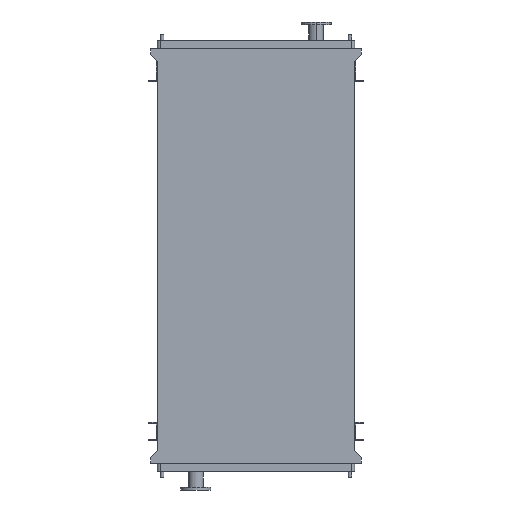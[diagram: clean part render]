
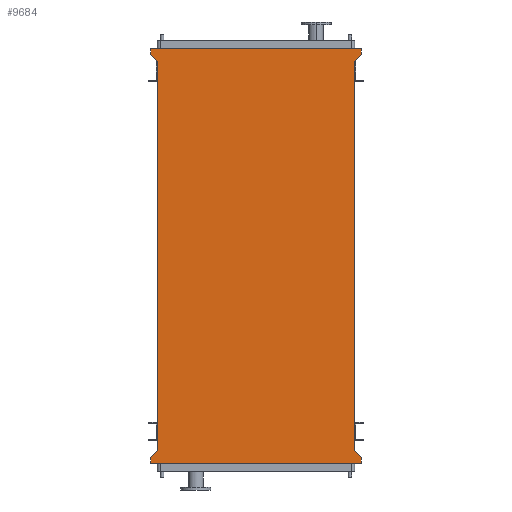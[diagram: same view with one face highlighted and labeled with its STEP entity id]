
A CAD part, front view. The second image highlights one B-rep face of the part: STEP entity #9684.
In plain terms, the highlighted planar face has unit normal (0, -1, 0).
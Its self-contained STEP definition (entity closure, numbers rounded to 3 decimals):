
#278 = VECTOR ( 'NONE', #9827, 1000. ) ;
#331 = DIRECTION ( 'NONE',  ( 0., 0., -1. ) ) ;
#473 = CARTESIAN_POINT ( 'NONE',  ( -725., 0., -2850. ) ) ;
#507 = VERTEX_POINT ( 'NONE', #14078 ) ;
#559 = DIRECTION ( 'NONE',  ( 0.655, 0., 0.755 ) ) ;
#630 = LINE ( 'NONE', #473, #7384 ) ;
#829 = VERTEX_POINT ( 'NONE', #6180 ) ;
#894 = EDGE_CURVE ( 'NONE', #829, #12047, #7145, .T. ) ;
#1146 = DIRECTION ( 'NONE',  ( 0., 0., 1. ) ) ;
#1221 = EDGE_CURVE ( 'NONE', #5922, #14748, #12458, .T. ) ;
#1234 = DIRECTION ( 'NONE',  ( 0., 0., 1. ) ) ;
#1246 = DIRECTION ( 'NONE',  ( 0., 0., -1. ) ) ;
#1531 = DIRECTION ( 'NONE',  ( 1., 0., 0. ) ) ;
#1674 = DIRECTION ( 'NONE',  ( 0., 0., 1. ) ) ;
#1682 = VECTOR ( 'NONE', #1234, 1000. ) ;
#1796 = CARTESIAN_POINT ( 'NONE',  ( 771., 0., 95. ) ) ;
#1974 = CARTESIAN_POINT ( 'NONE',  ( -771., 0., 53. ) ) ;
#2015 = CARTESIAN_POINT ( 'NONE',  ( -771., 0., 95. ) ) ;
#2144 = ORIENTED_EDGE ( 'NONE', *, *, #7310, .F. ) ;
#2617 = DIRECTION ( 'NONE',  ( -0.655, 0., -0.755 ) ) ;
#2796 = CARTESIAN_POINT ( 'NONE',  ( 771., 0., 53. ) ) ;
#2889 = DIRECTION ( 'NONE',  ( 0., -1., 0. ) ) ;
#2970 = FACE_OUTER_BOUND ( 'NONE', #15320, .T. ) ;
#3292 = VECTOR ( 'NONE', #1246, 1000. ) ;
#3413 = EDGE_CURVE ( 'NONE', #13703, #6371, #13647, .T. ) ;
#3666 = VERTEX_POINT ( 'NONE', #5357 ) ;
#3862 = LINE ( 'NONE', #10940, #1682 ) ;
#4223 = ORIENTED_EDGE ( 'NONE', *, *, #11528, .T. ) ;
#4411 = DIRECTION ( 'NONE',  ( 0., 0., -1. ) ) ;
#4476 = EDGE_CURVE ( 'NONE', #6371, #15361, #6662, .T. ) ;
#4558 = ORIENTED_EDGE ( 'NONE', *, *, #11312, .F. ) ;
#4971 = CARTESIAN_POINT ( 'NONE',  ( -771., 0., 53. ) ) ;
#5103 = LINE ( 'NONE', #12272, #11190 ) ;
#5137 = CARTESIAN_POINT ( 'NONE',  ( -725., 0., -2850. ) ) ;
#5357 = CARTESIAN_POINT ( 'NONE',  ( -771., 0., -2903. ) ) ;
#5777 = VECTOR ( 'NONE', #1674, 1000. ) ;
#5922 = VERTEX_POINT ( 'NONE', #2015 ) ;
#6180 = CARTESIAN_POINT ( 'NONE',  ( 771., 0., -2903. ) ) ;
#6194 = VERTEX_POINT ( 'NONE', #2796 ) ;
#6347 = EDGE_CURVE ( 'NONE', #3666, #13703, #630, .T. ) ;
#6371 = VERTEX_POINT ( 'NONE', #10200 ) ;
#6488 = CARTESIAN_POINT ( 'NONE',  ( -725., 0., 0. ) ) ;
#6520 = AXIS2_PLACEMENT_3D ( 'NONE', #5137, #2889, #331 ) ;
#6662 = LINE ( 'NONE', #6488, #11101 ) ;
#6728 = DIRECTION ( 'NONE',  ( -0.655, 0., 0.755 ) ) ;
#6936 = EDGE_CURVE ( 'NONE', #15361, #5922, #7280, .T. ) ;
#6970 = DIRECTION ( 'NONE',  ( -1., 0., 0. ) ) ;
#7145 = LINE ( 'NONE', #12160, #3292 ) ;
#7280 = LINE ( 'NONE', #4971, #13739 ) ;
#7288 = CARTESIAN_POINT ( 'NONE',  ( 725., 0., -2850. ) ) ;
#7292 = LINE ( 'NONE', #12162, #278 ) ;
#7310 = EDGE_CURVE ( 'NONE', #6194, #11548, #5103, .T. ) ;
#7384 = VECTOR ( 'NONE', #559, 1000. ) ;
#7462 = CARTESIAN_POINT ( 'NONE',  ( 771., 0., -2945. ) ) ;
#8170 = LINE ( 'NONE', #12963, #13914 ) ;
#8665 = ORIENTED_EDGE ( 'NONE', *, *, #4476, .F. ) ;
#8732 = ORIENTED_EDGE ( 'NONE', *, *, #6936, .F. ) ;
#8845 = ORIENTED_EDGE ( 'NONE', *, *, #6347, .F. ) ;
#9164 = LINE ( 'NONE', #14107, #5777 ) ;
#9649 = EDGE_CURVE ( 'NONE', #507, #3666, #3862, .T. ) ;
#9684 = ADVANCED_FACE ( 'NONE', ( #2970 ), #11256, .T. ) ;
#9813 = EDGE_CURVE ( 'NONE', #14748, #6194, #10457, .T. ) ;
#9827 = DIRECTION ( 'NONE',  ( 0.655, 0., -0.755 ) ) ;
#9871 = ORIENTED_EDGE ( 'NONE', *, *, #9813, .F. ) ;
#10200 = CARTESIAN_POINT ( 'NONE',  ( -725., 0., 0. ) ) ;
#10457 = LINE ( 'NONE', #13091, #14431 ) ;
#10645 = CARTESIAN_POINT ( 'NONE',  ( -725., 0., -2850. ) ) ;
#10663 = VECTOR ( 'NONE', #1531, 1000. ) ;
#10715 = DIRECTION ( 'NONE',  ( 0., 0., 1. ) ) ;
#10940 = CARTESIAN_POINT ( 'NONE',  ( -771., 0., -2903. ) ) ;
#11101 = VECTOR ( 'NONE', #6728, 1000. ) ;
#11190 = VECTOR ( 'NONE', #2617, 1000. ) ;
#11191 = ORIENTED_EDGE ( 'NONE', *, *, #1221, .F. ) ;
#11256 = PLANE ( 'NONE',  #6520 ) ;
#11312 = EDGE_CURVE ( 'NONE', #12047, #507, #8170, .T. ) ;
#11528 = EDGE_CURVE ( 'NONE', #12451, #11548, #9164, .T. ) ;
#11548 = VERTEX_POINT ( 'NONE', #12682 ) ;
#12047 = VERTEX_POINT ( 'NONE', #7462 ) ;
#12069 = CARTESIAN_POINT ( 'NONE',  ( -725., 0., -2850. ) ) ;
#12160 = CARTESIAN_POINT ( 'NONE',  ( 771., 0., -2945. ) ) ;
#12162 = CARTESIAN_POINT ( 'NONE',  ( 771., 0., -2903. ) ) ;
#12272 = CARTESIAN_POINT ( 'NONE',  ( 771., 0., 53. ) ) ;
#12396 = VECTOR ( 'NONE', #1146, 1000. ) ;
#12451 = VERTEX_POINT ( 'NONE', #7288 ) ;
#12458 = LINE ( 'NONE', #13878, #10663 ) ;
#12682 = CARTESIAN_POINT ( 'NONE',  ( 725., 0., 0. ) ) ;
#12963 = CARTESIAN_POINT ( 'NONE',  ( -771., 0., -2945. ) ) ;
#13091 = CARTESIAN_POINT ( 'NONE',  ( 771., 0., 95. ) ) ;
#13467 = ORIENTED_EDGE ( 'NONE', *, *, #13865, .F. ) ;
#13647 = LINE ( 'NONE', #12069, #12396 ) ;
#13703 = VERTEX_POINT ( 'NONE', #10645 ) ;
#13739 = VECTOR ( 'NONE', #10715, 1000. ) ;
#13865 = EDGE_CURVE ( 'NONE', #12451, #829, #7292, .T. ) ;
#13878 = CARTESIAN_POINT ( 'NONE',  ( -771., 0., 95. ) ) ;
#13914 = VECTOR ( 'NONE', #6970, 1000. ) ;
#14078 = CARTESIAN_POINT ( 'NONE',  ( -771., 0., -2945. ) ) ;
#14107 = CARTESIAN_POINT ( 'NONE',  ( 725., 0., -2850. ) ) ;
#14431 = VECTOR ( 'NONE', #4411, 1000. ) ;
#14748 = VERTEX_POINT ( 'NONE', #1796 ) ;
#15062 = ORIENTED_EDGE ( 'NONE', *, *, #9649, .F. ) ;
#15144 = ORIENTED_EDGE ( 'NONE', *, *, #894, .F. ) ;
#15315 = ORIENTED_EDGE ( 'NONE', *, *, #3413, .F. ) ;
#15320 = EDGE_LOOP ( 'NONE', ( #4223, #2144, #9871, #11191, #8732, #8665, #15315, #8845, #15062, #4558, #15144, #13467 ) ) ;
#15361 = VERTEX_POINT ( 'NONE', #1974 ) ;
